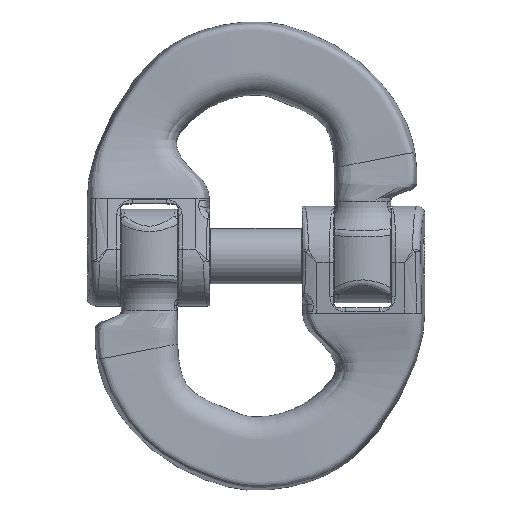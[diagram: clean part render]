
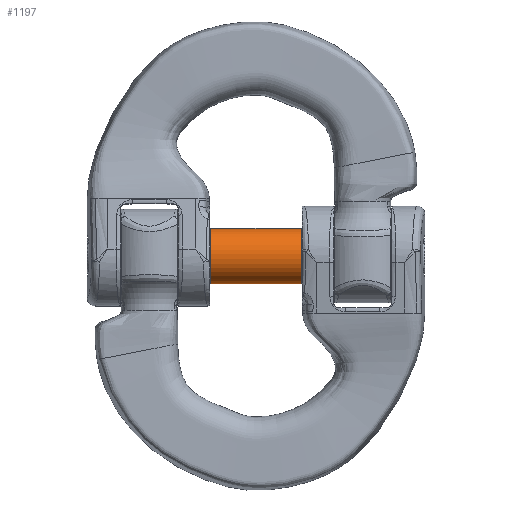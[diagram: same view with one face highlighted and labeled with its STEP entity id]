
A CAD part, top view. The second image highlights one B-rep face of the part: STEP entity #1197.
In plain terms, the highlighted cylindrical face has radius 17.75 mm (diameter 35.5 mm), a partial arc.
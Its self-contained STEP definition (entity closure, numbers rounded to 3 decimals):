
#587=LINE('',#17379,#685);
#588=LINE('',#17383,#686);
#685=VECTOR('',#4743,1.);
#686=VECTOR('',#4746,1.);
#956=FACE_OUTER_BOUND('',#1546,.T.);
#1197=ADVANCED_FACE('',(#956),#1349,.T.);
#1349=CYLINDRICAL_SURFACE('',#4184,17.75);
#1546=EDGE_LOOP('',(#2264,#2265,#2266,#2267));
#2264=ORIENTED_EDGE('',*,*,#3547,.F.);
#2265=ORIENTED_EDGE('',*,*,#3548,.F.);
#2266=ORIENTED_EDGE('',*,*,#3549,.T.);
#2267=ORIENTED_EDGE('',*,*,#3550,.T.);
#3065=VERTEX_POINT('',#17377);
#3066=VERTEX_POINT('',#17378);
#3067=VERTEX_POINT('',#17380);
#3068=VERTEX_POINT('',#17382);
#3547=EDGE_CURVE('',#3065,#3066,#3934,.T.);
#3548=EDGE_CURVE('',#3067,#3065,#587,.T.);
#3549=EDGE_CURVE('',#3067,#3068,#3935,.T.);
#3550=EDGE_CURVE('',#3068,#3066,#588,.T.);
#3934=CIRCLE('',#4182,17.75);
#3935=CIRCLE('',#4183,17.75);
#4182=AXIS2_PLACEMENT_3D('',#17376,#4741,#4742);
#4183=AXIS2_PLACEMENT_3D('',#17381,#4744,#4745);
#4184=AXIS2_PLACEMENT_3D('',#17384,#4747,#4748);
#4741=DIRECTION('',(-1.,0.,0.));
#4742=DIRECTION('',(0.,0.08,-0.997));
#4743=DIRECTION('',(-1.,0.,0.));
#4744=DIRECTION('',(-1.,0.,0.));
#4745=DIRECTION('',(0.,0.08,-0.997));
#4746=DIRECTION('',(-1.,0.,0.));
#4747=DIRECTION('',(-1.,0.,0.));
#4748=DIRECTION('',(0.,-0.08,0.997));
#17376=CARTESIAN_POINT('',(-19.1,0.,0.));
#17377=CARTESIAN_POINT('',(-19.1,17.749,0.166));
#17378=CARTESIAN_POINT('',(-19.1,17.55,2.658));
#17379=CARTESIAN_POINT('',(38.6,17.749,0.166));
#17380=CARTESIAN_POINT('',(38.6,17.749,0.166));
#17381=CARTESIAN_POINT('',(38.6,0.,0.));
#17382=CARTESIAN_POINT('',(38.6,17.55,2.658));
#17383=CARTESIAN_POINT('',(38.6,17.55,2.658));
#17384=CARTESIAN_POINT('',(38.6,0.,0.));
